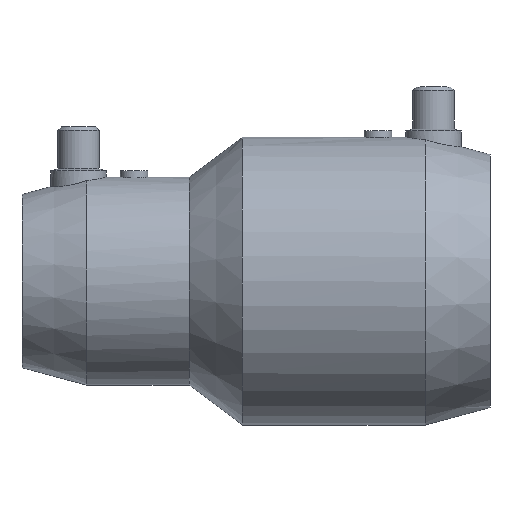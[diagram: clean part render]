
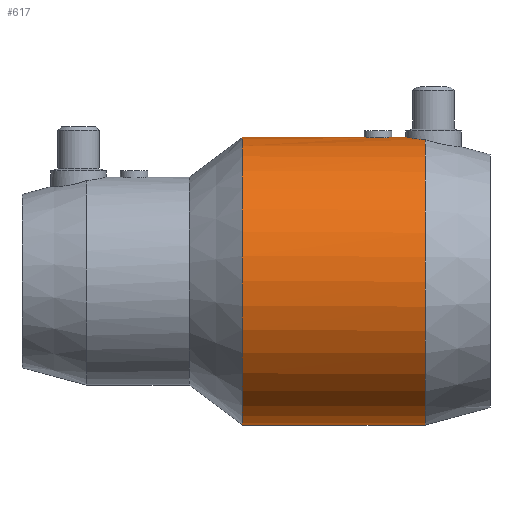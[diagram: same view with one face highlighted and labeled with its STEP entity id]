
A CAD part, top view. The second image highlights one B-rep face of the part: STEP entity #617.
In plain terms, the highlighted cylindrical face has radius 41.5 mm (diameter 83 mm), a partial arc.
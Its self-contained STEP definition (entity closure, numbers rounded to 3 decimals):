
#379 = VERTEX_POINT( '', #995 );
#387 = VERTEX_POINT( '', #1003 );
#389 = EDGE_CURVE( '', #867, #687, #1005, .T. );
#403 = EDGE_CURVE( '', #379, #387, #1021, .T. );
#429 = EDGE_CURVE( '', #387, #573, #1048, .T. );
#573 = VERTEX_POINT( '', #1211 );
#617 = ADVANCED_FACE( '', ( #1260 ), #1261, .T. );
#687 = VERTEX_POINT( '', #1341 );
#709 = EDGE_CURVE( '', #867, #881, #1364, .T. );
#793 = VERTEX_POINT( '', #1460 );
#799 = EDGE_CURVE( '', #573, #687, #1468, .T. );
#801 = EDGE_CURVE( '', #881, #793, #1470, .T. );
#867 = VERTEX_POINT( '', #1548 );
#881 = VERTEX_POINT( '', #1564 );
#895 = EDGE_CURVE( '', #793, #379, #1578, .T. );
#995 = CARTESIAN_POINT( '', ( 38.667, 41.5, 0. ) );
#1003 = CARTESIAN_POINT( '', ( 34.667, 41.5, 0. ) );
#1005 = CIRCLE( '', #1724, 41.5 );
#1021 = LINE( '', #1745, #1746 );
#1048 = B_SPLINE_CURVE_WITH_KNOTS( '', 3, ( #1812, #1813, #1814, #1815, #1816, #1817, #1818, #1819, #1820, #1821, #1822, #1823, #1824, #1825, #1826, #1827, #1828, #1829, #1830, #1831, #1832, #1833, #1834, #1835, #1836, #1837, #1838, #1839, #1840, #1841, #1842, #1843, #1844, #1845 ), .UNSPECIFIED., .F., .F., ( 4, 2, 2, 2, 2, 2, 2, 2, 2, 2, 2, 2, 2, 2, 2, 2, 4 ), ( 6.031, 6.785, 7.539, 8.293, 9.047, 9.8, 10.554, 11.308, 12.062, 12.816, 13.57, 14.324, 15.078, 15.831, 16.585, 17.339, 18.093 ), .UNSPECIFIED. );
#1211 = CARTESIAN_POINT( '', ( 26.667, 41.5, 0. ) );
#1260 = FACE_OUTER_BOUND( '', #2321, .T. );
#1261 = CYLINDRICAL_SURFACE( '', #2322, 41.5 );
#1341 = CARTESIAN_POINT( '', ( -8.444, 41.5, 0. ) );
#1364 = LINE( '', #2480, #2481 );
#1460 = CARTESIAN_POINT( '', ( 44.34, 40.788, 7.654 ) );
#1468 = LINE( '', #2698, #2699 );
#1470 = CIRCLE( '', #2702, 41.5 );
#1548 = CARTESIAN_POINT( '', ( -8.444, -41.5, 0. ) );
#1564 = CARTESIAN_POINT( '', ( 44.34, -41.5, 0. ) );
#1578 = B_SPLINE_CURVE_WITH_KNOTS( '', 3, ( #2843, #2844, #2845, #2846, #2847, #2848, #2849, #2850, #2851, #2852, #2853, #2854, #2855, #2856, #2857, #2858, #2859, #2860, #2861, #2862, #2863, #2864, #2865, #2866, #2867, #2868, #2869, #2870, #2871, #2872 ), .UNSPECIFIED., .F., .F., ( 4, 2, 2, 2, 2, 2, 2, 2, 2, 2, 2, 2, 2, 2, 4 ), ( 2.281, 3.022, 4.533, 6.043, 7.554, 9.065, 10.576, 12.087, 13.597, 15.108, 16.619, 18.13, 19.641, 21.151, 21.892 ), .UNSPECIFIED. );
#1724 = AXIS2_PLACEMENT_3D( '', #2984, #2985, #2986 );
#1745 = CARTESIAN_POINT( '', ( 17.948, 41.5, 0. ) );
#1746 = VECTOR( '', #3006, 1. );
#1812 = CARTESIAN_POINT( '', ( 34.667, 41.5, 0. ) );
#1813 = CARTESIAN_POINT( '', ( 34.667, 41.5, 0.251 ) );
#1814 = CARTESIAN_POINT( '', ( 34.643, 41.498, 0.511 ) );
#1815 = CARTESIAN_POINT( '', ( 34.541, 41.488, 1.028 ) );
#1816 = CARTESIAN_POINT( '', ( 34.464, 41.481, 1.285 ) );
#1817 = CARTESIAN_POINT( '', ( 34.26, 41.463, 1.778 ) );
#1818 = CARTESIAN_POINT( '', ( 34.133, 41.452, 2.014 ) );
#1819 = CARTESIAN_POINT( '', ( 33.839, 41.428, 2.45 ) );
#1820 = CARTESIAN_POINT( '', ( 33.673, 41.416, 2.651 ) );
#1821 = CARTESIAN_POINT( '', ( 33.318, 41.391, 3.006 ) );
#1822 = CARTESIAN_POINT( '', ( 33.117, 41.379, 3.172 ) );
#1823 = CARTESIAN_POINT( '', ( 32.68, 41.355, 3.466 ) );
#1824 = CARTESIAN_POINT( '', ( 32.444, 41.344, 3.593 ) );
#1825 = CARTESIAN_POINT( '', ( 31.951, 41.326, 3.797 ) );
#1826 = CARTESIAN_POINT( '', ( 31.695, 41.319, 3.875 ) );
#1827 = CARTESIAN_POINT( '', ( 31.178, 41.309, 3.976 ) );
#1828 = CARTESIAN_POINT( '', ( 30.918, 41.307, 4. ) );
#1829 = CARTESIAN_POINT( '', ( 30.415, 41.307, 4. ) );
#1830 = CARTESIAN_POINT( '', ( 30.156, 41.309, 3.976 ) );
#1831 = CARTESIAN_POINT( '', ( 29.639, 41.319, 3.875 ) );
#1832 = CARTESIAN_POINT( '', ( 29.382, 41.326, 3.797 ) );
#1833 = CARTESIAN_POINT( '', ( 28.889, 41.344, 3.593 ) );
#1834 = CARTESIAN_POINT( '', ( 28.653, 41.355, 3.466 ) );
#1835 = CARTESIAN_POINT( '', ( 28.216, 41.379, 3.172 ) );
#1836 = CARTESIAN_POINT( '', ( 28.016, 41.391, 3.006 ) );
#1837 = CARTESIAN_POINT( '', ( 27.661, 41.416, 2.651 ) );
#1838 = CARTESIAN_POINT( '', ( 27.494, 41.428, 2.45 ) );
#1839 = CARTESIAN_POINT( '', ( 27.201, 41.452, 2.014 ) );
#1840 = CARTESIAN_POINT( '', ( 27.073, 41.463, 1.778 ) );
#1841 = CARTESIAN_POINT( '', ( 26.869, 41.481, 1.285 ) );
#1842 = CARTESIAN_POINT( '', ( 26.792, 41.488, 1.028 ) );
#1843 = CARTESIAN_POINT( '', ( 26.691, 41.498, 0.511 ) );
#1844 = CARTESIAN_POINT( '', ( 26.667, 41.5, 0.251 ) );
#1845 = CARTESIAN_POINT( '', ( 26.667, 41.5, 0. ) );
#2321 = EDGE_LOOP( '', ( #3295, #3296, #3297, #3298, #3299, #3300, #3301 ) );
#2322 = AXIS2_PLACEMENT_3D( '', #3302, #3303, #3304 );
#2480 = CARTESIAN_POINT( '', ( 17.948, -41.5, 0. ) );
#2481 = VECTOR( '', #3425, 1. );
#2698 = CARTESIAN_POINT( '', ( 17.948, 41.5, 0. ) );
#2699 = VECTOR( '', #3565, 1. );
#2702 = AXIS2_PLACEMENT_3D( '', #3566, #3567, #3568 );
#2843 = CARTESIAN_POINT( '', ( 44.34, 40.788, 7.654 ) );
#2844 = CARTESIAN_POINT( '', ( 44.09, 40.802, 7.578 ) );
#2845 = CARTESIAN_POINT( '', ( 43.843, 40.819, 7.49 ) );
#2846 = CARTESIAN_POINT( '', ( 43.109, 40.874, 7.185 ) );
#2847 = CARTESIAN_POINT( '', ( 42.637, 40.918, 6.931 ) );
#2848 = CARTESIAN_POINT( '', ( 41.765, 41.013, 6.344 ) );
#2849 = CARTESIAN_POINT( '', ( 41.364, 41.064, 6.011 ) );
#2850 = CARTESIAN_POINT( '', ( 40.655, 41.161, 5.302 ) );
#2851 = CARTESIAN_POINT( '', ( 40.323, 41.212, 4.902 ) );
#2852 = CARTESIAN_POINT( '', ( 39.736, 41.306, 4.029 ) );
#2853 = CARTESIAN_POINT( '', ( 39.481, 41.35, 3.558 ) );
#2854 = CARTESIAN_POINT( '', ( 39.073, 41.423, 2.572 ) );
#2855 = CARTESIAN_POINT( '', ( 38.918, 41.452, 2.058 ) );
#2856 = CARTESIAN_POINT( '', ( 38.715, 41.491, 1.024 ) );
#2857 = CARTESIAN_POINT( '', ( 38.667, 41.5, 0.504 ) );
#2858 = CARTESIAN_POINT( '', ( 38.667, 41.5, -0.504 ) );
#2859 = CARTESIAN_POINT( '', ( 38.715, 41.491, -1.024 ) );
#2860 = CARTESIAN_POINT( '', ( 38.918, 41.452, -2.058 ) );
#2861 = CARTESIAN_POINT( '', ( 39.073, 41.423, -2.572 ) );
#2862 = CARTESIAN_POINT( '', ( 39.481, 41.35, -3.558 ) );
#2863 = CARTESIAN_POINT( '', ( 39.736, 41.306, -4.029 ) );
#2864 = CARTESIAN_POINT( '', ( 40.323, 41.212, -4.902 ) );
#2865 = CARTESIAN_POINT( '', ( 40.655, 41.161, -5.302 ) );
#2866 = CARTESIAN_POINT( '', ( 41.364, 41.064, -6.011 ) );
#2867 = CARTESIAN_POINT( '', ( 41.765, 41.013, -6.344 ) );
#2868 = CARTESIAN_POINT( '', ( 42.637, 40.918, -6.931 ) );
#2869 = CARTESIAN_POINT( '', ( 43.109, 40.874, -7.185 ) );
#2870 = CARTESIAN_POINT( '', ( 43.843, 40.819, -7.49 ) );
#2871 = CARTESIAN_POINT( '', ( 44.09, 40.802, -7.578 ) );
#2872 = CARTESIAN_POINT( '', ( 44.34, 40.788, -7.654 ) );
#2984 = CARTESIAN_POINT( '', ( -8.444, 0., 0. ) );
#2985 = DIRECTION( '', ( -1., 0., 0. ) );
#2986 = DIRECTION( '', ( 0., 1., 0. ) );
#3006 = DIRECTION( '', ( -1., 0., 0. ) );
#3295 = ORIENTED_EDGE( '', *, *, #403, .T. );
#3296 = ORIENTED_EDGE( '', *, *, #429, .T. );
#3297 = ORIENTED_EDGE( '', *, *, #799, .T. );
#3298 = ORIENTED_EDGE( '', *, *, #389, .F. );
#3299 = ORIENTED_EDGE( '', *, *, #709, .T. );
#3300 = ORIENTED_EDGE( '', *, *, #801, .T. );
#3301 = ORIENTED_EDGE( '', *, *, #895, .T. );
#3302 = CARTESIAN_POINT( '', ( 17.948, 0., 0. ) );
#3303 = DIRECTION( '', ( 1., 0., 0. ) );
#3304 = DIRECTION( '', ( 0., 1., 0. ) );
#3425 = DIRECTION( '', ( 1., 0., 0. ) );
#3565 = DIRECTION( '', ( -1., 0., 0. ) );
#3566 = CARTESIAN_POINT( '', ( 44.34, 0., 0. ) );
#3567 = DIRECTION( '', ( -1., 0., 0. ) );
#3568 = DIRECTION( '', ( 0., 1., 0. ) );
